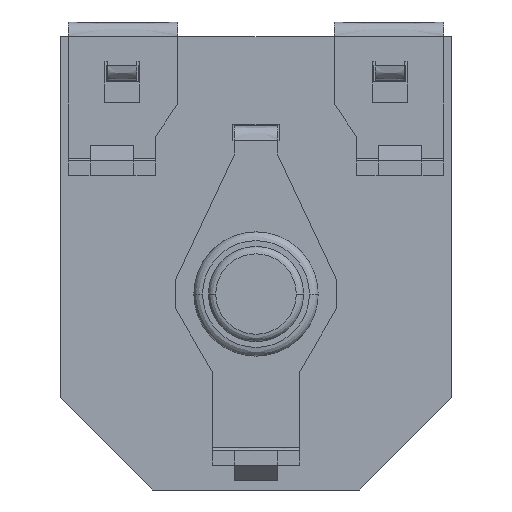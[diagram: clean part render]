
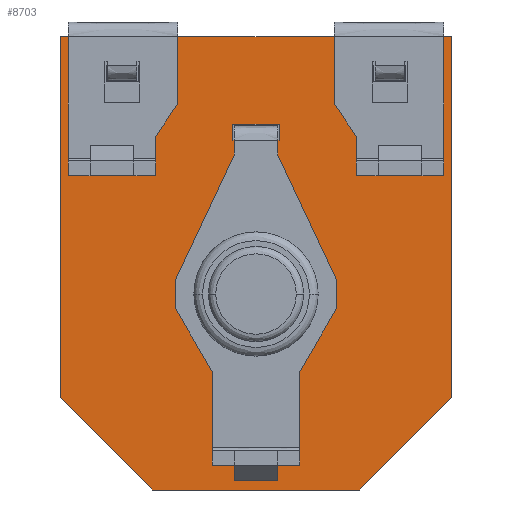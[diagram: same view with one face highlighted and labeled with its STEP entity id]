
A CAD part, front view. The second image highlights one B-rep face of the part: STEP entity #8703.
In plain terms, the highlighted free-form (B-spline) face has degree [1, 1] with [2, 2] control points.
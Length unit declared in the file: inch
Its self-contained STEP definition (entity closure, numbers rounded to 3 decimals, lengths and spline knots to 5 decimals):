
#1419=DIRECTION('',(-0.426,0.,-0.905));
#1420=VECTOR('',#1419,0.09394);
#1421=CARTESIAN_POINT('',(-0.015,0.,0.095));
#1422=LINE('',#1421,#1420);
#1423=DIRECTION('',(0.,0.,-1.));
#1424=VECTOR('',#1423,0.02);
#1425=CARTESIAN_POINT('',(-0.055,0.,0.01));
#1426=LINE('',#1425,#1424);
#1427=DIRECTION('',(0.503,0.,-0.865));
#1428=VECTOR('',#1427,0.04974);
#1429=CARTESIAN_POINT('',(-0.055,0.,-0.01));
#1430=LINE('',#1429,#1428);
#1431=DIRECTION('',(0.,0.,-1.));
#1432=VECTOR('',#1431,0.054);
#1433=CARTESIAN_POINT('',(-0.03,0.,-0.053));
#1434=LINE('',#1433,#1432);
#1435=DIRECTION('',(-1.,0.,0.));
#1436=VECTOR('',#1435,0.06);
#1437=CARTESIAN_POINT('',(0.03,0.,-0.107));
#1438=LINE('',#1437,#1436);
#1439=DIRECTION('',(0.,0.,-1.));
#1440=VECTOR('',#1439,0.054);
#1441=CARTESIAN_POINT('',(0.03,0.,-0.053));
#1442=LINE('',#1441,#1440);
#1443=DIRECTION('',(0.503,0.,0.865));
#1444=VECTOR('',#1443,0.04974);
#1445=CARTESIAN_POINT('',(0.03,0.,-0.053));
#1446=LINE('',#1445,#1444);
#1447=DIRECTION('',(0.,0.,1.));
#1448=VECTOR('',#1447,0.02);
#1449=CARTESIAN_POINT('',(0.055,0.,-0.01));
#1450=LINE('',#1449,#1448);
#1451=DIRECTION('',(-0.426,0.,0.905));
#1452=VECTOR('',#1451,0.09394);
#1453=CARTESIAN_POINT('',(0.055,0.,0.01));
#1454=LINE('',#1453,#1452);
#1455=DIRECTION('',(0.,0.,1.));
#1456=VECTOR('',#1455,0.01);
#1457=CARTESIAN_POINT('',(0.015,0.,0.095));
#1458=LINE('',#1457,#1456);
#1459=DIRECTION('',(-1.,0.,0.));
#1460=VECTOR('',#1459,0.001);
#1461=CARTESIAN_POINT('',(0.016,0.,0.105));
#1462=LINE('',#1461,#1460);
#1463=DIRECTION('',(0.,0.,-1.));
#1464=VECTOR('',#1463,0.011);
#1465=CARTESIAN_POINT('',(0.016,0.,0.116));
#1466=LINE('',#1465,#1464);
#1467=DIRECTION('',(1.,0.,0.));
#1468=VECTOR('',#1467,0.032);
#1469=CARTESIAN_POINT('',(-0.016,0.,0.116));
#1470=LINE('',#1469,#1468);
#1471=DIRECTION('',(0.,0.,1.));
#1472=VECTOR('',#1471,0.011);
#1473=CARTESIAN_POINT('',(-0.016,0.,0.105));
#1474=LINE('',#1473,#1472);
#1475=DIRECTION('',(-1.,0.,0.));
#1476=VECTOR('',#1475,0.001);
#1477=CARTESIAN_POINT('',(-0.015,0.,0.105));
#1478=LINE('',#1477,#1476);
#1479=DIRECTION('',(0.,0.,-1.));
#1480=VECTOR('',#1479,0.01);
#1481=CARTESIAN_POINT('',(-0.015,0.,0.105));
#1482=LINE('',#1481,#1480);
#1483=DIRECTION('',(0.,0.,-1.));
#1484=VECTOR('',#1483,0.017);
#1485=CARTESIAN_POINT('',(-0.0685,0.,0.108));
#1486=LINE('',#1485,#1484);
#1487=DIRECTION('',(-0.563,0.,-0.826));
#1488=VECTOR('',#1487,0.02663);
#1489=CARTESIAN_POINT('',(-0.0535,0.,0.13));
#1490=LINE('',#1489,#1488);
#1491=DIRECTION('',(0.,0.,1.));
#1492=VECTOR('',#1491,0.046);
#1493=CARTESIAN_POINT('',(-0.0535,0.,0.13));
#1494=LINE('',#1493,#1492);
#1495=DIRECTION('',(1.,0.,0.));
#1496=VECTOR('',#1495,0.107);
#1497=CARTESIAN_POINT('',(-0.0535,0.,0.176));
#1498=LINE('',#1497,#1496);
#1499=DIRECTION('',(0.,0.,-1.));
#1500=VECTOR('',#1499,0.046);
#1501=CARTESIAN_POINT('',(0.0535,0.,0.176));
#1502=LINE('',#1501,#1500);
#1503=DIRECTION('',(-0.563,0.,0.826));
#1504=VECTOR('',#1503,0.02663);
#1505=CARTESIAN_POINT('',(0.0685,0.,0.108));
#1506=LINE('',#1505,#1504);
#1507=DIRECTION('',(0.,0.,-1.));
#1508=VECTOR('',#1507,0.017);
#1509=CARTESIAN_POINT('',(0.0685,0.,0.108));
#1510=LINE('',#1509,#1508);
#1511=DIRECTION('',(1.,0.,0.));
#1512=VECTOR('',#1511,0.06);
#1513=CARTESIAN_POINT('',(0.0685,0.,0.091));
#1514=LINE('',#1513,#1512);
#1515=DIRECTION('',(0.,0.,1.));
#1516=VECTOR('',#1515,0.085);
#1517=CARTESIAN_POINT('',(0.1285,0.,0.091));
#1518=LINE('',#1517,#1516);
#1519=DIRECTION('',(1.,0.,0.));
#1520=VECTOR('',#1519,0.0055);
#1521=CARTESIAN_POINT('',(0.1285,0.,0.176));
#1522=LINE('',#1521,#1520);
#1523=DIRECTION('',(0.,0.,-1.));
#1524=VECTOR('',#1523,0.247);
#1525=CARTESIAN_POINT('',(0.134,0.,0.176));
#1526=LINE('',#1525,#1524);
#1527=DIRECTION('',(0.707,0.,0.707));
#1528=VECTOR('',#1527,0.0891);
#1529=CARTESIAN_POINT('',(0.071,0.,-0.134));
#1530=LINE('',#1529,#1528);
#1531=DIRECTION('',(-1.,0.,0.));
#1532=VECTOR('',#1531,0.142);
#1533=CARTESIAN_POINT('',(0.071,0.,-0.134));
#1534=LINE('',#1533,#1532);
#1535=DIRECTION('',(0.707,0.,-0.707));
#1536=VECTOR('',#1535,0.0891);
#1537=CARTESIAN_POINT('',(-0.134,0.,-0.071));
#1538=LINE('',#1537,#1536);
#1539=DIRECTION('',(0.,0.,1.));
#1540=VECTOR('',#1539,0.247);
#1541=CARTESIAN_POINT('',(-0.134,0.,-0.071));
#1542=LINE('',#1541,#1540);
#1543=DIRECTION('',(1.,0.,0.));
#1544=VECTOR('',#1543,0.0055);
#1545=CARTESIAN_POINT('',(-0.134,0.,0.176));
#1546=LINE('',#1545,#1544);
#1547=DIRECTION('',(0.,0.,-1.));
#1548=VECTOR('',#1547,0.085);
#1549=CARTESIAN_POINT('',(-0.1285,0.,0.176));
#1550=LINE('',#1549,#1548);
#1551=DIRECTION('',(1.,0.,0.));
#1552=VECTOR('',#1551,0.06);
#1553=CARTESIAN_POINT('',(-0.1285,0.,0.091));
#1554=LINE('',#1553,#1552);
#5281=CARTESIAN_POINT('',(-0.134,0.,0.176));
#5283=VERTEX_POINT('',#5281);
#5285=CARTESIAN_POINT('',(0.134,0.,0.176));
#5287=VERTEX_POINT('',#5285);
#5293=CARTESIAN_POINT('',(0.071,0.,-0.134));
#5294=CARTESIAN_POINT('',(0.134,0.,-0.071));
#5295=VERTEX_POINT('',#5293);
#5296=VERTEX_POINT('',#5294);
#5297=CARTESIAN_POINT('',(-0.134,0.,-0.071));
#5298=CARTESIAN_POINT('',(-0.071,0.,-0.134));
#5299=VERTEX_POINT('',#5297);
#5300=VERTEX_POINT('',#5298);
#5309=CARTESIAN_POINT('',(-0.016,0.,0.105));
#5310=CARTESIAN_POINT('',(-0.016,0.,0.116));
#5311=VERTEX_POINT('',#5309);
#5312=VERTEX_POINT('',#5310);
#5313=CARTESIAN_POINT('',(0.016,0.,0.116));
#5314=VERTEX_POINT('',#5313);
#5315=CARTESIAN_POINT('',(0.016,0.,0.105));
#5316=VERTEX_POINT('',#5315);
#6499=CARTESIAN_POINT('',(0.1285,0.,0.091));
#6500=CARTESIAN_POINT('',(0.1285,0.,0.176));
#6501=VERTEX_POINT('',#6499);
#6502=VERTEX_POINT('',#6500);
#6503=CARTESIAN_POINT('',(0.0685,0.,0.108));
#6504=CARTESIAN_POINT('',(0.0685,0.,0.091));
#6505=VERTEX_POINT('',#6503);
#6506=VERTEX_POINT('',#6504);
#6519=CARTESIAN_POINT('',(0.0535,0.,0.176));
#6520=CARTESIAN_POINT('',(0.0535,0.,0.13));
#6521=VERTEX_POINT('',#6519);
#6522=VERTEX_POINT('',#6520);
#6635=CARTESIAN_POINT('',(-0.015,0.,0.095));
#6636=CARTESIAN_POINT('',(-0.055,0.,0.01));
#6637=VERTEX_POINT('',#6635);
#6638=VERTEX_POINT('',#6636);
#6639=CARTESIAN_POINT('',(-0.055,0.,-0.01));
#6640=VERTEX_POINT('',#6639);
#6641=CARTESIAN_POINT('',(-0.03,0.,-0.053));
#6642=VERTEX_POINT('',#6641);
#6643=CARTESIAN_POINT('',(0.03,0.,-0.053));
#6644=CARTESIAN_POINT('',(0.055,0.,-0.01));
#6645=VERTEX_POINT('',#6643);
#6646=VERTEX_POINT('',#6644);
#6647=CARTESIAN_POINT('',(0.055,0.,0.01));
#6648=VERTEX_POINT('',#6647);
#6649=CARTESIAN_POINT('',(0.015,0.,0.095));
#6650=VERTEX_POINT('',#6649);
#6651=CARTESIAN_POINT('',(0.015,0.,0.105));
#6652=VERTEX_POINT('',#6651);
#6653=CARTESIAN_POINT('',(-0.015,0.,0.105));
#6654=VERTEX_POINT('',#6653);
#6655=CARTESIAN_POINT('',(0.03,0.,-0.107));
#6656=VERTEX_POINT('',#6655);
#6657=CARTESIAN_POINT('',(-0.03,0.,-0.107));
#6658=VERTEX_POINT('',#6657);
#6787=CARTESIAN_POINT('',(-0.0685,0.,0.108));
#6788=CARTESIAN_POINT('',(-0.0685,0.,0.091));
#6789=VERTEX_POINT('',#6787);
#6790=VERTEX_POINT('',#6788);
#6791=CARTESIAN_POINT('',(-0.1285,0.,0.176));
#6792=CARTESIAN_POINT('',(-0.1285,0.,0.091));
#6793=VERTEX_POINT('',#6791);
#6794=VERTEX_POINT('',#6792);
#6807=CARTESIAN_POINT('',(-0.0535,0.,0.13));
#6808=CARTESIAN_POINT('',(-0.0535,0.,0.176));
#6809=VERTEX_POINT('',#6807);
#6810=VERTEX_POINT('',#6808);
#8627=CARTESIAN_POINT('',(-0.13936,0.,0.1822));
#8628=CARTESIAN_POINT('',(-0.13936,0.,-0.1402));
#8629=CARTESIAN_POINT('',(0.13936,0.,0.1822));
#8630=CARTESIAN_POINT('',(0.13936,0.,-0.1402));
#8631=B_SPLINE_SURFACE_WITH_KNOTS('',1,1,((#8627,#8628),(#8629,#8630)),
.UNSPECIFIED.,.F.,.F.,.F.,(2,2),(2,2),(-0.13936,0.13936),(-0.1822,
0.1402),.UNSPECIFIED.);
#8633=ORIENTED_EDGE('',*,*,#8632,.F.);
#8635=ORIENTED_EDGE('',*,*,#8634,.F.);
#8637=ORIENTED_EDGE('',*,*,#8636,.T.);
#8639=ORIENTED_EDGE('',*,*,#8638,.T.);
#8641=ORIENTED_EDGE('',*,*,#8640,.T.);
#8643=ORIENTED_EDGE('',*,*,#8642,.F.);
#8645=ORIENTED_EDGE('',*,*,#8644,.T.);
#8647=ORIENTED_EDGE('',*,*,#8646,.T.);
#8649=ORIENTED_EDGE('',*,*,#8648,.T.);
#8651=ORIENTED_EDGE('',*,*,#8650,.T.);
#8653=ORIENTED_EDGE('',*,*,#8652,.T.);
#8655=ORIENTED_EDGE('',*,*,#8654,.F.);
#8657=ORIENTED_EDGE('',*,*,#8656,.T.);
#8659=ORIENTED_EDGE('',*,*,#8658,.F.);
#8661=ORIENTED_EDGE('',*,*,#8660,.T.);
#8663=ORIENTED_EDGE('',*,*,#8662,.T.);
#8665=ORIENTED_EDGE('',*,*,#8664,.T.);
#8667=ORIENTED_EDGE('',*,*,#8666,.T.);
#8668=EDGE_LOOP('',(#8633,#8635,#8637,#8639,#8641,#8643,#8645,#8647,#8649,#8651,
#8653,#8655,#8657,#8659,#8661,#8663,#8665,#8667));
#8669=FACE_OUTER_BOUND('',#8668,.F.);
#8671=ORIENTED_EDGE('',*,*,#8670,.T.);
#8673=ORIENTED_EDGE('',*,*,#8672,.T.);
#8675=ORIENTED_EDGE('',*,*,#8674,.T.);
#8677=ORIENTED_EDGE('',*,*,#8676,.T.);
#8679=ORIENTED_EDGE('',*,*,#8678,.F.);
#8681=ORIENTED_EDGE('',*,*,#8680,.F.);
#8683=ORIENTED_EDGE('',*,*,#8682,.T.);
#8685=ORIENTED_EDGE('',*,*,#8684,.T.);
#8687=ORIENTED_EDGE('',*,*,#8686,.T.);
#8688=ORIENTED_EDGE('',*,*,#8577,.T.);
#8690=ORIENTED_EDGE('',*,*,#8689,.F.);
#8692=ORIENTED_EDGE('',*,*,#8691,.F.);
#8694=ORIENTED_EDGE('',*,*,#8693,.F.);
#8696=ORIENTED_EDGE('',*,*,#8695,.F.);
#8698=ORIENTED_EDGE('',*,*,#8697,.F.);
#8700=ORIENTED_EDGE('',*,*,#8699,.T.);
#8701=EDGE_LOOP('',(#8671,#8673,#8675,#8677,#8679,#8681,#8683,#8685,#8687,#8688,
#8690,#8692,#8694,#8696,#8698,#8700));
#8702=FACE_BOUND('',#8701,.F.);
#8703=ADVANCED_FACE('',(#8669,#8702),#8631,.F.);
#8577=EDGE_CURVE('',#6650,#6652,#1458,.T.);
#8632=EDGE_CURVE('',#6789,#6790,#1486,.T.);
#8634=EDGE_CURVE('',#6809,#6789,#1490,.T.);
#8636=EDGE_CURVE('',#6809,#6810,#1494,.T.);
#8638=EDGE_CURVE('',#6810,#6521,#1498,.T.);
#8640=EDGE_CURVE('',#6521,#6522,#1502,.T.);
#8642=EDGE_CURVE('',#6505,#6522,#1506,.T.);
#8644=EDGE_CURVE('',#6505,#6506,#1510,.T.);
#8646=EDGE_CURVE('',#6506,#6501,#1514,.T.);
#8648=EDGE_CURVE('',#6501,#6502,#1518,.T.);
#8650=EDGE_CURVE('',#6502,#5287,#1522,.T.);
#8652=EDGE_CURVE('',#5287,#5296,#1526,.T.);
#8654=EDGE_CURVE('',#5295,#5296,#1530,.T.);
#8656=EDGE_CURVE('',#5295,#5300,#1534,.T.);
#8658=EDGE_CURVE('',#5299,#5300,#1538,.T.);
#8660=EDGE_CURVE('',#5299,#5283,#1542,.T.);
#8662=EDGE_CURVE('',#5283,#6793,#1546,.T.);
#8664=EDGE_CURVE('',#6793,#6794,#1550,.T.);
#8666=EDGE_CURVE('',#6794,#6790,#1554,.T.);
#8670=EDGE_CURVE('',#6637,#6638,#1422,.T.);
#8672=EDGE_CURVE('',#6638,#6640,#1426,.T.);
#8674=EDGE_CURVE('',#6640,#6642,#1430,.T.);
#8676=EDGE_CURVE('',#6642,#6658,#1434,.T.);
#8678=EDGE_CURVE('',#6656,#6658,#1438,.T.);
#8680=EDGE_CURVE('',#6645,#6656,#1442,.T.);
#8682=EDGE_CURVE('',#6645,#6646,#1446,.T.);
#8684=EDGE_CURVE('',#6646,#6648,#1450,.T.);
#8686=EDGE_CURVE('',#6648,#6650,#1454,.T.);
#8689=EDGE_CURVE('',#5316,#6652,#1462,.T.);
#8691=EDGE_CURVE('',#5314,#5316,#1466,.T.);
#8693=EDGE_CURVE('',#5312,#5314,#1470,.T.);
#8695=EDGE_CURVE('',#5311,#5312,#1474,.T.);
#8697=EDGE_CURVE('',#6654,#5311,#1478,.T.);
#8699=EDGE_CURVE('',#6654,#6637,#1482,.T.);
